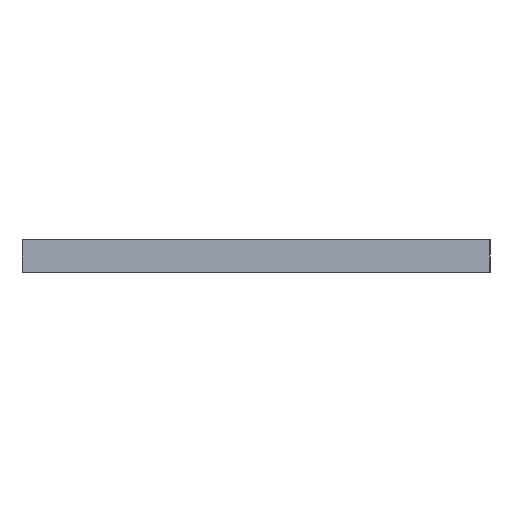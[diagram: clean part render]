
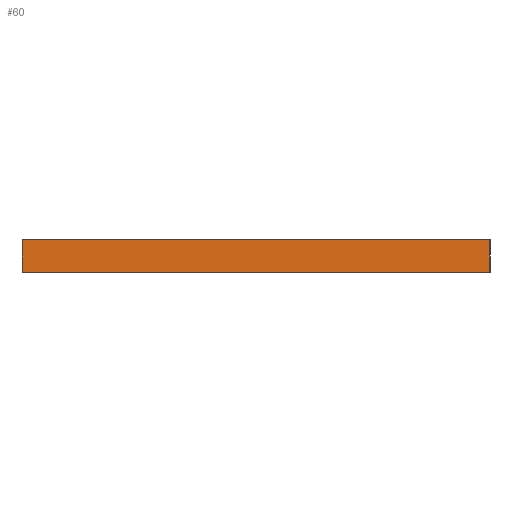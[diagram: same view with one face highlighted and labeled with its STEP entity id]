
A CAD part, left-side view. The second image highlights one B-rep face of the part: STEP entity #60.
In plain terms, the highlighted planar face has unit normal (-1, 0, 0).
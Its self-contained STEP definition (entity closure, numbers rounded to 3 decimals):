
#5 = VERTEX_POINT ( 'NONE', #127 ) ;
#8 = DIRECTION ( 'NONE',  ( 0., 0., 1. ) ) ;
#9 = AXIS2_PLACEMENT_3D ( 'NONE', #76, #50, #165 ) ;
#11 = DIRECTION ( 'NONE',  ( 0., 0., 1. ) ) ;
#13 = ORIENTED_EDGE ( 'NONE', *, *, #74, .F. ) ;
#17 = PLANE ( 'NONE',  #9 ) ;
#22 = CARTESIAN_POINT ( 'NONE',  ( -155., 9., -0.315 ) ) ;
#23 = LINE ( 'NONE', #196, #69 ) ;
#28 = VERTEX_POINT ( 'NONE', #79 ) ;
#50 = DIRECTION ( 'NONE',  ( 1., 0., 0. ) ) ;
#60 = ADVANCED_FACE ( 'NONE', ( #189 ), #17, .F. ) ;
#62 = VERTEX_POINT ( 'NONE', #132 ) ;
#69 = VECTOR ( 'NONE', #199, 1000. ) ;
#70 = LINE ( 'NONE', #84, #128 ) ;
#73 = ORIENTED_EDGE ( 'NONE', *, *, #173, .T. ) ;
#74 = EDGE_CURVE ( 'NONE', #28, #169, #134, .T. ) ;
#76 = CARTESIAN_POINT ( 'NONE',  ( -155., 9., -0.315 ) ) ;
#79 = CARTESIAN_POINT ( 'NONE',  ( -155., 9., 0.315 ) ) ;
#84 = CARTESIAN_POINT ( 'NONE',  ( -155., 0., -0.315 ) ) ;
#91 = EDGE_LOOP ( 'NONE', ( #73, #13, #137, #155 ) ) ;
#99 = LINE ( 'NONE', #22, #163 ) ;
#103 = CARTESIAN_POINT ( 'NONE',  ( -155., 9., 0.315 ) ) ;
#119 = EDGE_CURVE ( 'NONE', #5, #62, #23, .T. ) ;
#121 = DIRECTION ( 'NONE',  ( 0., -1., 0. ) ) ;
#127 = CARTESIAN_POINT ( 'NONE',  ( -155., 9., -0.315 ) ) ;
#128 = VECTOR ( 'NONE', #8, 1000. ) ;
#132 = CARTESIAN_POINT ( 'NONE',  ( -155., 0., -0.315 ) ) ;
#134 = LINE ( 'NONE', #103, #150 ) ;
#137 = ORIENTED_EDGE ( 'NONE', *, *, #158, .F. ) ;
#147 = CARTESIAN_POINT ( 'NONE',  ( -155., 0., 0.315 ) ) ;
#150 = VECTOR ( 'NONE', #121, 1000. ) ;
#155 = ORIENTED_EDGE ( 'NONE', *, *, #119, .T. ) ;
#158 = EDGE_CURVE ( 'NONE', #5, #28, #99, .T. ) ;
#163 = VECTOR ( 'NONE', #11, 1000. ) ;
#165 = DIRECTION ( 'NONE',  ( 0., 0., -1. ) ) ;
#169 = VERTEX_POINT ( 'NONE', #147 ) ;
#173 = EDGE_CURVE ( 'NONE', #62, #169, #70, .T. ) ;
#189 = FACE_OUTER_BOUND ( 'NONE', #91, .T. ) ;
#196 = CARTESIAN_POINT ( 'NONE',  ( -155., 9., -0.315 ) ) ;
#199 = DIRECTION ( 'NONE',  ( 0., -1., 0. ) ) ;
